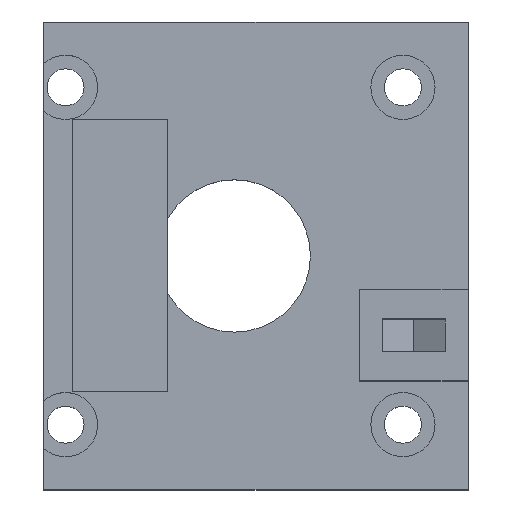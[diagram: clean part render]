
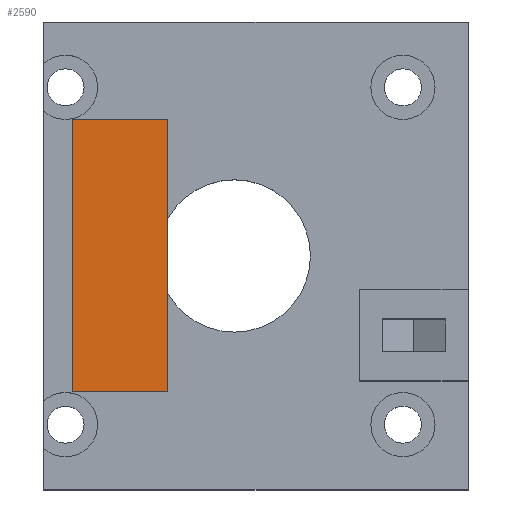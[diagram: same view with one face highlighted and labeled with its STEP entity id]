
A CAD part, top view. The second image highlights one B-rep face of the part: STEP entity #2590.
In plain terms, the highlighted planar face has unit normal (0, 0, 1).
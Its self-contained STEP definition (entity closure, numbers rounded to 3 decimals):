
#1128 = PLANE('',#1129);
#1129 = AXIS2_PLACEMENT_3D('',#1130,#1131,#1132);
#1130 = CARTESIAN_POINT('',(-6.1,12.5,7.7));
#1131 = DIRECTION('',(0.766,0.,-0.643));
#1132 = DIRECTION('',(-0.643,0.,-0.766));
#1156 = PLANE('',#1157);
#1157 = AXIS2_PLACEMENT_3D('',#1158,#1159,#1160);
#1158 = CARTESIAN_POINT('',(-10.5,12.5,6.104));
#1159 = DIRECTION('',(0.,1.,0.));
#1160 = DIRECTION('',(0.,0.,1.));
#1184 = PLANE('',#1185);
#1185 = AXIS2_PLACEMENT_3D('',#1186,#1187,#1188);
#1186 = CARTESIAN_POINT('',(-10.5,12.5,2.456));
#1187 = DIRECTION('',(-0.766,0.,-0.643));
#1188 = DIRECTION('',(-0.643,0.,0.766));
#1210 = PLANE('',#1211);
#1211 = AXIS2_PLACEMENT_3D('',#1212,#1213,#1214);
#1212 = CARTESIAN_POINT('',(-10.5,-12.5,6.104));
#1213 = DIRECTION('',(0.,1.,0.));
#1214 = DIRECTION('',(0.,0.,1.));
#2022 = VERTEX_POINT('',#2023);
#2023 = CARTESIAN_POINT('',(-6.1,12.5,7.7));
#2044 = EDGE_CURVE('',#2022,#2045,#2047,.T.);
#2045 = VERTEX_POINT('',#2046);
#2046 = CARTESIAN_POINT('',(-6.1,-12.5,7.7));
#2047 = SURFACE_CURVE('',#2048,(#2052,#2059),.PCURVE_S1.);
#2048 = LINE('',#2049,#2050);
#2049 = CARTESIAN_POINT('',(-6.1,12.5,7.7));
#2050 = VECTOR('',#2051,1.);
#2051 = DIRECTION('',(0.,-1.,0.));
#2052 = PCURVE('',#1128,#2053);
#2053 = DEFINITIONAL_REPRESENTATION('',(#2054),#2058);
#2054 = LINE('',#2055,#2056);
#2055 = CARTESIAN_POINT('',(-0.,0.));
#2056 = VECTOR('',#2057,1.);
#2057 = DIRECTION('',(0.,-1.));
#2058 = ( GEOMETRIC_REPRESENTATION_CONTEXT(2) 
PARAMETRIC_REPRESENTATION_CONTEXT() REPRESENTATION_CONTEXT('2D SPACE',''
  ) );
#2059 = PCURVE('',#2060,#2065);
#2060 = PLANE('',#2061);
#2061 = AXIS2_PLACEMENT_3D('',#2062,#2063,#2064);
#2062 = CARTESIAN_POINT('',(-14.9,12.5,7.7));
#2063 = DIRECTION('',(0.,0.,1.));
#2064 = DIRECTION('',(1.,0.,-0.));
#2065 = DEFINITIONAL_REPRESENTATION('',(#2066),#2070);
#2066 = LINE('',#2067,#2068);
#2067 = CARTESIAN_POINT('',(8.8,0.));
#2068 = VECTOR('',#2069,1.);
#2069 = DIRECTION('',(0.,-1.));
#2070 = ( GEOMETRIC_REPRESENTATION_CONTEXT(2) 
PARAMETRIC_REPRESENTATION_CONTEXT() REPRESENTATION_CONTEXT('2D SPACE',''
  ) );
#2098 = VERTEX_POINT('',#2099);
#2099 = CARTESIAN_POINT('',(-14.9,-12.5,7.7));
#2120 = EDGE_CURVE('',#2098,#2045,#2121,.T.);
#2121 = SURFACE_CURVE('',#2122,(#2126,#2133),.PCURVE_S1.);
#2122 = LINE('',#2123,#2124);
#2123 = CARTESIAN_POINT('',(-14.9,-12.5,7.7));
#2124 = VECTOR('',#2125,1.);
#2125 = DIRECTION('',(1.,0.,0.));
#2126 = PCURVE('',#1210,#2127);
#2127 = DEFINITIONAL_REPRESENTATION('',(#2128),#2132);
#2128 = LINE('',#2129,#2130);
#2129 = CARTESIAN_POINT('',(1.596,-4.4));
#2130 = VECTOR('',#2131,1.);
#2131 = DIRECTION('',(0.,1.));
#2132 = ( GEOMETRIC_REPRESENTATION_CONTEXT(2) 
PARAMETRIC_REPRESENTATION_CONTEXT() REPRESENTATION_CONTEXT('2D SPACE',''
  ) );
#2133 = PCURVE('',#2060,#2134);
#2134 = DEFINITIONAL_REPRESENTATION('',(#2135),#2139);
#2135 = LINE('',#2136,#2137);
#2136 = CARTESIAN_POINT('',(0.,-25.));
#2137 = VECTOR('',#2138,1.);
#2138 = DIRECTION('',(1.,0.));
#2139 = ( GEOMETRIC_REPRESENTATION_CONTEXT(2) 
PARAMETRIC_REPRESENTATION_CONTEXT() REPRESENTATION_CONTEXT('2D SPACE',''
  ) );
#2147 = VERTEX_POINT('',#2148);
#2148 = CARTESIAN_POINT('',(-14.9,12.5,7.7));
#2171 = EDGE_CURVE('',#2147,#2098,#2172,.T.);
#2172 = SURFACE_CURVE('',#2173,(#2177,#2184),.PCURVE_S1.);
#2173 = LINE('',#2174,#2175);
#2174 = CARTESIAN_POINT('',(-14.9,12.5,7.7));
#2175 = VECTOR('',#2176,1.);
#2176 = DIRECTION('',(0.,-1.,0.));
#2177 = PCURVE('',#1184,#2178);
#2178 = DEFINITIONAL_REPRESENTATION('',(#2179),#2183);
#2179 = LINE('',#2180,#2181);
#2180 = CARTESIAN_POINT('',(6.845,0.));
#2181 = VECTOR('',#2182,1.);
#2182 = DIRECTION('',(0.,-1.));
#2183 = ( GEOMETRIC_REPRESENTATION_CONTEXT(2) 
PARAMETRIC_REPRESENTATION_CONTEXT() REPRESENTATION_CONTEXT('2D SPACE',''
  ) );
#2184 = PCURVE('',#2060,#2185);
#2185 = DEFINITIONAL_REPRESENTATION('',(#2186),#2190);
#2186 = LINE('',#2187,#2188);
#2187 = CARTESIAN_POINT('',(0.,0.));
#2188 = VECTOR('',#2189,1.);
#2189 = DIRECTION('',(0.,-1.));
#2190 = ( GEOMETRIC_REPRESENTATION_CONTEXT(2) 
PARAMETRIC_REPRESENTATION_CONTEXT() REPRESENTATION_CONTEXT('2D SPACE',''
  ) );
#2196 = EDGE_CURVE('',#2147,#2022,#2197,.T.);
#2197 = SURFACE_CURVE('',#2198,(#2202,#2209),.PCURVE_S1.);
#2198 = LINE('',#2199,#2200);
#2199 = CARTESIAN_POINT('',(-14.9,12.5,7.7));
#2200 = VECTOR('',#2201,1.);
#2201 = DIRECTION('',(1.,0.,0.));
#2202 = PCURVE('',#1156,#2203);
#2203 = DEFINITIONAL_REPRESENTATION('',(#2204),#2208);
#2204 = LINE('',#2205,#2206);
#2205 = CARTESIAN_POINT('',(1.596,-4.4));
#2206 = VECTOR('',#2207,1.);
#2207 = DIRECTION('',(0.,1.));
#2208 = ( GEOMETRIC_REPRESENTATION_CONTEXT(2) 
PARAMETRIC_REPRESENTATION_CONTEXT() REPRESENTATION_CONTEXT('2D SPACE',''
  ) );
#2209 = PCURVE('',#2060,#2210);
#2210 = DEFINITIONAL_REPRESENTATION('',(#2211),#2215);
#2211 = LINE('',#2212,#2213);
#2212 = CARTESIAN_POINT('',(0.,0.));
#2213 = VECTOR('',#2214,1.);
#2214 = DIRECTION('',(1.,0.));
#2215 = ( GEOMETRIC_REPRESENTATION_CONTEXT(2) 
PARAMETRIC_REPRESENTATION_CONTEXT() REPRESENTATION_CONTEXT('2D SPACE',''
  ) );
#2590 = ADVANCED_FACE('',(#2591),#2060,.T.);
#2591 = FACE_BOUND('',#2592,.T.);
#2592 = EDGE_LOOP('',(#2593,#2594,#2595,#2596));
#2593 = ORIENTED_EDGE('',*,*,#2171,.T.);
#2594 = ORIENTED_EDGE('',*,*,#2120,.T.);
#2595 = ORIENTED_EDGE('',*,*,#2044,.F.);
#2596 = ORIENTED_EDGE('',*,*,#2196,.F.);
